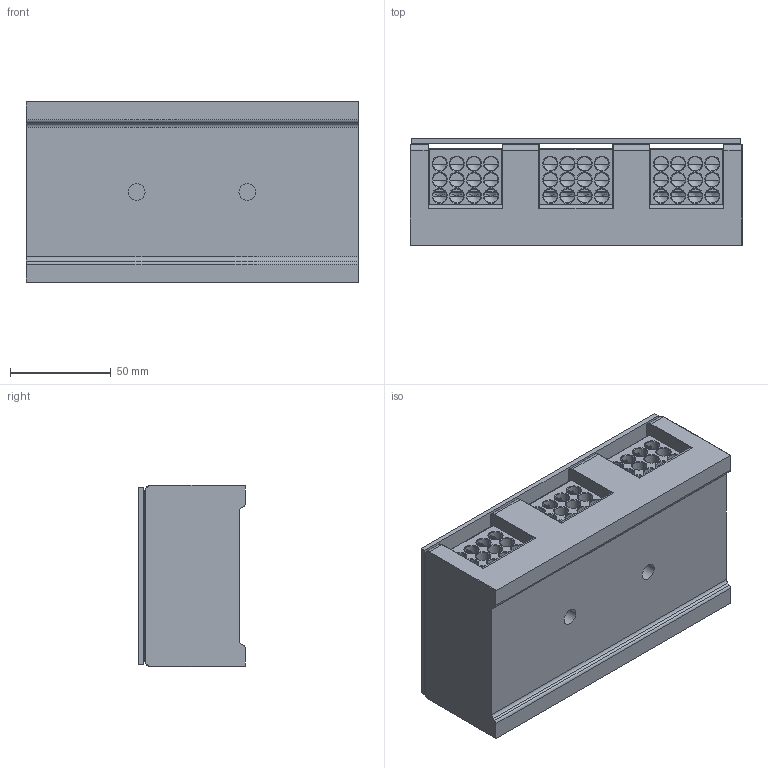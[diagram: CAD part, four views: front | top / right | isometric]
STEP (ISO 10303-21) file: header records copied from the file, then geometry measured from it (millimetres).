
FILE_DESCRIPTION((''),'2;1');
FILE_NAME('111111','2023-03-10T',('Administrator'),(''),'PRO/ENGINEER BY PARAMETRIC TECHNOLOGY CORPORATION, 2013230','PRO/ENGINEER BY PARAMETRIC TECHNOLOGY CORPORATION, 2013230','');
FILE_SCHEMA(('CONFIG_CONTROL_DESIGN'));
Products named in the file (1): 111111
Bounding box: 165 x 53 x 90 mm (x, y, z)
Volume: 517150.1 mm3; surface area: 143030 mm2
Topology: 1 solids, 1 shells, 1409 faces, 4005 edges, 2552 vertices
Faces by surface type: cylinder 594, bspline 360, plane 238, cone 177, torus 28, sphere 12
Entity records: 94993 total; most frequent: CARTESIAN_POINT 60116, ORIENTED_EDGE 7926, DIRECTION 4690, EDGE_CURVE 3963, VERTEX_POINT 2552, B_SPLINE_CURVE_WITH_KNOTS 1981, AXIS2_PLACEMENT_3D 1659, EDGE_LOOP 1571
